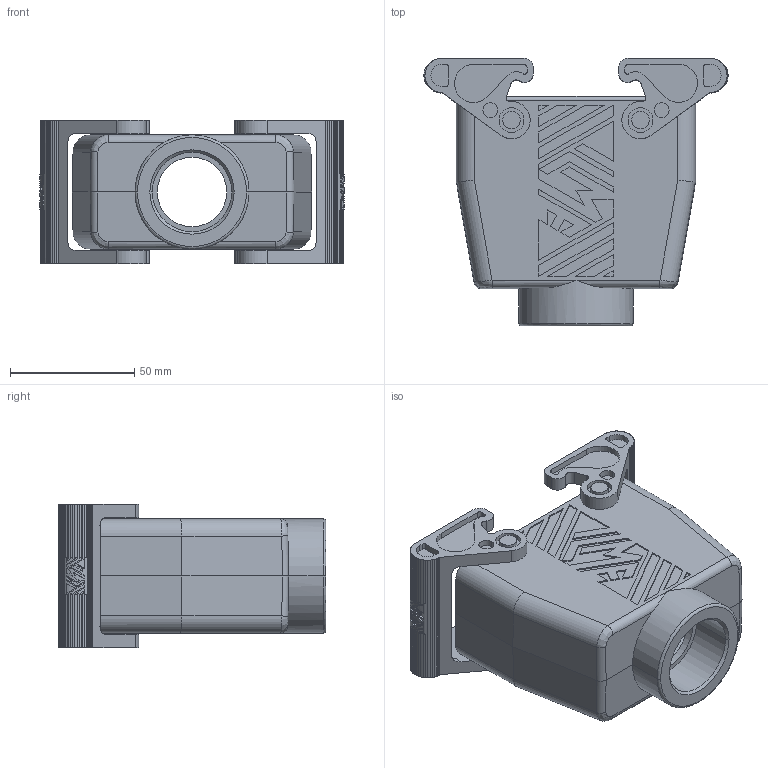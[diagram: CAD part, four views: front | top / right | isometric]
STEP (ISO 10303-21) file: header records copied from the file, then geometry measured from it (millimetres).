
FILE_DESCRIPTION(('Creo Elements/Direct Modeling STEP Export'),'2;1');
FILE_NAME('TMAV_16_G32.stp','2014-03-28T 8:30:56',(''),(''),'Creo Elements/Direct Modeling STEP processor for AP214 (Solid Model)','Creo Elements/Direct Modeling 18.0B 02-Dec-2011 (C) Parametric Technology GmbH','');
FILE_SCHEMA(('AUTOMOTIVE_DESIGN { 1 0 10303 214 1 1 1 1 }'));
Length unit declared in the file: millimetre
Products named in the file (2): TMAV_16_G32
Assembly tree (1 placements, depth 2):
  TMAV_16_G32
    TMAV_16_G32
Bounding box: 122.6 x 107.9 x 58 mm (x, y, z)
Volume: 158953.9 mm3; surface area: 65775 mm2
Topology: 1 solids, 1 shells, 723 faces, 1926 edges, 1272 vertices
Faces by surface type: plane 485, cylinder 210, bspline 16, cone 10, torus 2
Entity records: 22287 total; most frequent: CARTESIAN_POINT 4985, ORIENTED_EDGE 3852, DIRECTION 3328, EDGE_CURVE 1926, VERTEX_POINT 1272, VECTOR 1210, LINE 1210, AXIS2_PLACEMENT_3D 1059
